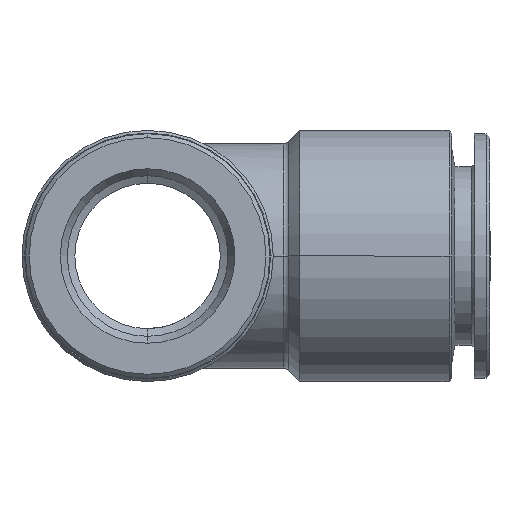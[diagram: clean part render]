
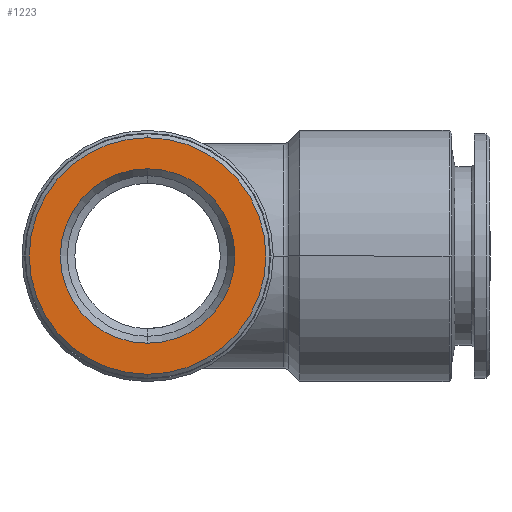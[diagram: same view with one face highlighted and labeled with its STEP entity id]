
A CAD part, left-side view. The second image highlights one B-rep face of the part: STEP entity #1223.
In plain terms, the highlighted planar face has unit normal (-1, 0, 0).
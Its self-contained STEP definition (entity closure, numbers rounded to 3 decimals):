
#131 = DIRECTION ( 'NONE',  ( 0., 0., -1. ) ) ;
#132 = DIRECTION ( 'NONE',  ( 1., 0., 0. ) ) ;
#133 = CARTESIAN_POINT ( 'NONE',  ( -25.9, 0., 0. ) ) ;
#135 = AXIS2_PLACEMENT_3D ( 'NONE', #133, #132, #131 ) ;
#136 = CIRCLE ( 'NONE', #135, 8.95 ) ;
#743 = CARTESIAN_POINT ( 'NONE',  ( -25.9, 0., -6.6 ) ) ;
#744 = CARTESIAN_POINT ( 'NONE',  ( -25.9, 0., 6.6 ) ) ;
#778 = CARTESIAN_POINT ( 'NONE',  ( -25.9, 0., 0. ) ) ;
#779 = AXIS2_PLACEMENT_3D ( 'NONE', #778, #793, #813 ) ;
#793 = DIRECTION ( 'NONE',  ( 1., 0., 0. ) ) ;
#797 = CIRCLE ( 'NONE', #779, 8.95 ) ;
#813 = DIRECTION ( 'NONE',  ( 0., 0., -1. ) ) ;
#840 = CARTESIAN_POINT ( 'NONE',  ( -25.9, 0., 8.95 ) ) ;
#847 = CARTESIAN_POINT ( 'NONE',  ( -25.9, 0., 0. ) ) ;
#848 = AXIS2_PLACEMENT_3D ( 'NONE', #847, #880, #879 ) ;
#849 = CIRCLE ( 'NONE', #848, 6.6 ) ;
#879 = DIRECTION ( 'NONE',  ( 0., 0., -1. ) ) ;
#880 = DIRECTION ( 'NONE',  ( 1., 0., 0. ) ) ;
#885 = CARTESIAN_POINT ( 'NONE',  ( -25.9, 0., -8.95 ) ) ;
#1222 = EDGE_CURVE ( 'NONE', #2539, #2537, #1937, .T. ) ;
#1223 = ADVANCED_FACE ( 'NONE', ( #1936, #1945 ), #1944, .T. ) ;
#1269 = EDGE_LOOP ( 'NONE', ( #1270, #1277 ) ) ;
#1270 = ORIENTED_EDGE ( 'NONE', *, *, #2593, .T. ) ;
#1277 = ORIENTED_EDGE ( 'NONE', *, *, #1222, .T. ) ;
#1278 = EDGE_CURVE ( 'NONE', #2606, #2596, #136, .T. ) ;
#1279 = ORIENTED_EDGE ( 'NONE', *, *, #1278, .F. ) ;
#1280 = EDGE_LOOP ( 'NONE', ( #1281, #1279 ) ) ;
#1281 = ORIENTED_EDGE ( 'NONE', *, *, #2564, .F. ) ;
#1934 = DIRECTION ( 'NONE',  ( 0., 0., -1. ) ) ;
#1935 = DIRECTION ( 'NONE',  ( 1., 0., 0. ) ) ;
#1936 = FACE_BOUND ( 'NONE', #1269, .T. ) ;
#1937 = CIRCLE ( 'NONE', #1938, 6.6 ) ;
#1938 = AXIS2_PLACEMENT_3D ( 'NONE', #1939, #1935, #1934 ) ;
#1939 = CARTESIAN_POINT ( 'NONE',  ( -25.9, 0., 0. ) ) ;
#1940 = DIRECTION ( 'NONE',  ( 0., 0., 1. ) ) ;
#1941 = DIRECTION ( 'NONE',  ( -1., 0., 0. ) ) ;
#1942 = CARTESIAN_POINT ( 'NONE',  ( -25.9, 8.95, 0. ) ) ;
#1943 = AXIS2_PLACEMENT_3D ( 'NONE', #1942, #1941, #1940 ) ;
#1944 = PLANE ( 'NONE',  #1943 ) ;
#1945 = FACE_OUTER_BOUND ( 'NONE', #1280, .T. ) ;
#2537 = VERTEX_POINT ( 'NONE', #744 ) ;
#2539 = VERTEX_POINT ( 'NONE', #743 ) ;
#2564 = EDGE_CURVE ( 'NONE', #2596, #2606, #797, .T. ) ;
#2593 = EDGE_CURVE ( 'NONE', #2537, #2539, #849, .T. ) ;
#2596 = VERTEX_POINT ( 'NONE', #885 ) ;
#2606 = VERTEX_POINT ( 'NONE', #840 ) ;
